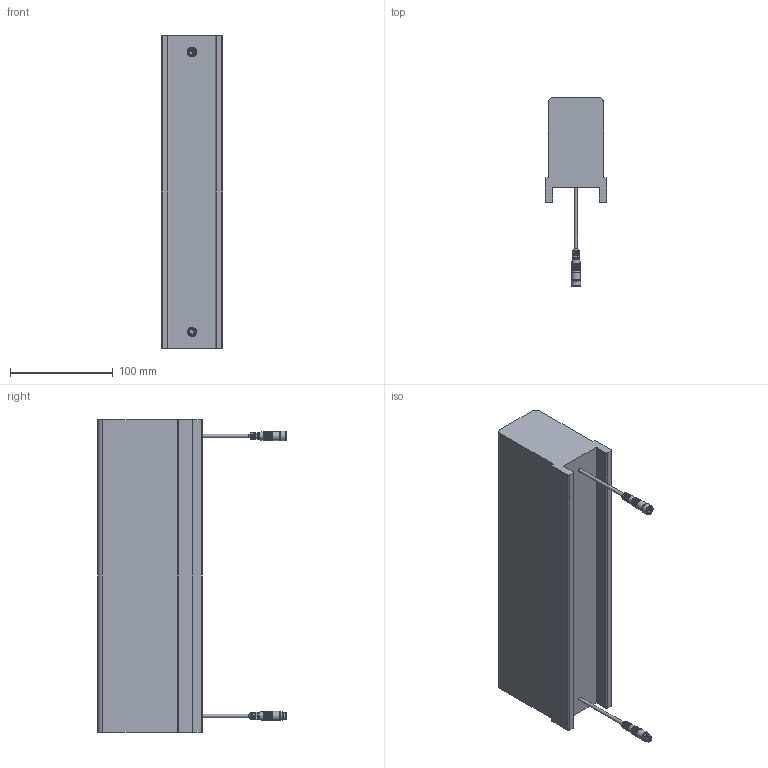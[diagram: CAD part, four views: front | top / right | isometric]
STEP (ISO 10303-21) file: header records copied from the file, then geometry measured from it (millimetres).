
FILE_DESCRIPTION (( 'STEP AP214' ), '1' );
FILE_NAME ('1701-3690.STEP', '2019-06-12T21:49:20', ( '' ), ( '' ), 'SwSTEP 2.0', 'SolidWorks 2018', '' );
FILE_SCHEMA (( 'AUTOMOTIVE_DESIGN' ));
Length unit declared in the file: inch
Products named in the file (1): 1701-3690
Bounding box: 60 x 184 x 304.8 mm (x, y, z)
Volume: 1524668.6 mm3; surface area: 121091 mm2
Topology: 20 solids, 20 shells, 294 faces, 720 edges, 467 vertices
Faces by surface type: plane 138, cylinder 59, bspline 51, cone 46
Full cylindrical faces by diameter (mm): 0.8 x8, 1 x3, 1.2 x24, 1.6 x3, 3.4 x2, 3.5 x2, 5.7 x2, 5.8 x1, 5.9 x1, 6.7 x1, 6.8 x2, 6.9 x2, 7 x1, 7.2 x1, 8 x1, 8.8 x2, 9 x2, 9.6 x1
Entity records: 13270 total; most frequent: CARTESIAN_POINT 3263, DIRECTION 1214, ORIENTED_EDGE 1064, EDGE_CURVE 532, AXIS2_PLACEMENT_3D 522, EDGE_LOOP 456, VERTEX_POINT 398, FACE_OUTER_BOUND 353
